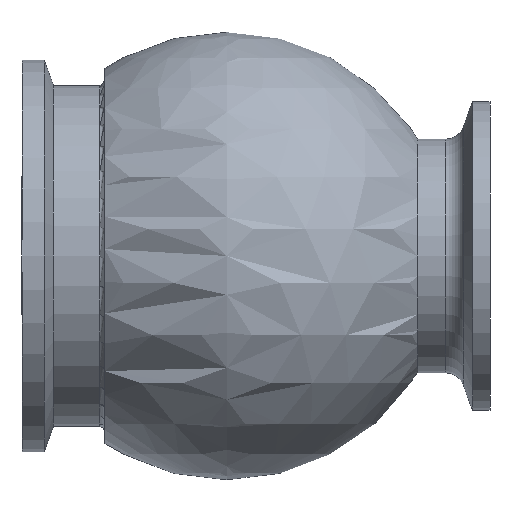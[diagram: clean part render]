
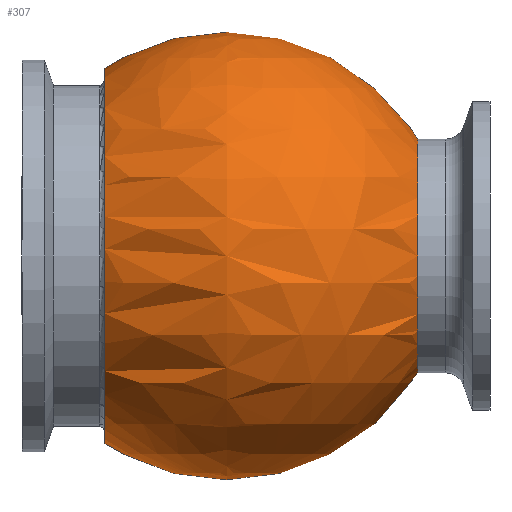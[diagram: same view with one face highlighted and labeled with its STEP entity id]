
A CAD part, left-side view. The second image highlights one B-rep face of the part: STEP entity #307.
In plain terms, the highlighted spherical face has radius 36.5 mm.
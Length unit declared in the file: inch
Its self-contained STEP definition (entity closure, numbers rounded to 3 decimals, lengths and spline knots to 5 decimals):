
#15=FACE_BOUND('',#56,.T.);
#16=FACE_BOUND('',#57,.T.);
#17=FACE_BOUND('',#58,.T.);
#20=SPHERICAL_SURFACE('',#355,1.437);
#37=FACE_OUTER_BOUND('',#55,.T.);
#55=EDGE_LOOP('',(#231,#232));
#56=EDGE_LOOP('',(#233));
#57=EDGE_LOOP('',(#234));
#58=EDGE_LOOP('',(#235));
#92=CIRCLE('',#342,0.75);
#101=CIRCLE('',#356,1.437);
#102=CIRCLE('',#357,1.20364);
#103=CIRCLE('',#358,0.78291);
#129=VERTEX_POINT('',#518);
#136=VERTEX_POINT('',#542);
#137=VERTEX_POINT('',#543);
#138=VERTEX_POINT('',#545);
#139=VERTEX_POINT('',#547);
#163=EDGE_CURVE('',#129,#129,#92,.T.);
#174=EDGE_CURVE('',#136,#137,#101,.T.);
#175=EDGE_CURVE('',#138,#138,#102,.T.);
#176=EDGE_CURVE('',#139,#139,#103,.T.);
#231=ORIENTED_EDGE('',*,*,#174,.T.);
#232=ORIENTED_EDGE('',*,*,#174,.F.);
#233=ORIENTED_EDGE('',*,*,#163,.T.);
#234=ORIENTED_EDGE('',*,*,#175,.F.);
#235=ORIENTED_EDGE('',*,*,#176,.T.);
#307=ADVANCED_FACE('',(#37,#15,#16,#17),#20,.T.);
#342=AXIS2_PLACEMENT_3D('',#520,#401,#402);
#355=AXIS2_PLACEMENT_3D('',#541,#429,#430);
#356=AXIS2_PLACEMENT_3D('',#544,#431,#432);
#357=AXIS2_PLACEMENT_3D('',#546,#433,#434);
#358=AXIS2_PLACEMENT_3D('',#548,#435,#436);
#401=DIRECTION('center_axis',(0.,1.,0.));
#402=DIRECTION('ref_axis',(1.,0.,0.));
#429=DIRECTION('center_axis',(0.,0.,1.));
#430=DIRECTION('ref_axis',(1.,0.,0.));
#431=DIRECTION('center_axis',(0.,-1.,0.));
#432=DIRECTION('ref_axis',(-1.,0.,0.));
#433=DIRECTION('center_axis',(0.,1.,0.));
#434=DIRECTION('ref_axis',(1.,0.,0.));
#435=DIRECTION('center_axis',(-1.,0.,0.));
#436=DIRECTION('ref_axis',(0.,0.,
1.));
#518=CARTESIAN_POINT('',(1.54372,2.10001,1.687));
#520=CARTESIAN_POINT('Origin',(2.29372,2.10001,1.687));
#541=CARTESIAN_POINT('Origin',(2.29372,3.32577,1.687));
#542=CARTESIAN_POINT('',(2.29372,3.32577,3.124));
#543=CARTESIAN_POINT('',(2.29372,3.32577,0.25));
#544=CARTESIAN_POINT('Origin',(2.29372,3.32577,1.687));
#545=CARTESIAN_POINT('',(3.40872,4.11077,1.23366));
#546=CARTESIAN_POINT('Origin',(2.29372,4.11077,1.687));
#547=CARTESIAN_POINT('',(3.49872,3.32577,0.90409));
#548=CARTESIAN_POINT('Origin',(3.49872,3.32577,1.687));
